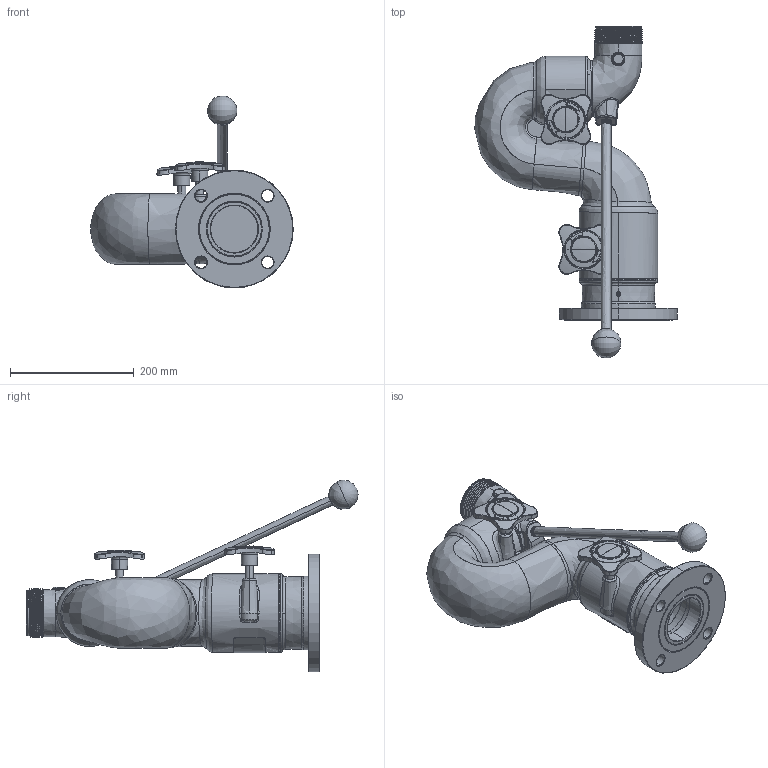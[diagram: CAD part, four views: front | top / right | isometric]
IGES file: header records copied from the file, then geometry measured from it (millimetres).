
Start section: SolidWorks IGES file using analytic representation for surfaces
Global section: file name: 8593-02_CopperheadDD.IGS; native system: SolidWorks 2010; preprocessor: SolidWorks 2010; author: Rick; date: 100805.170743; units: inch
Bounding box: 327.53 x 537.14 x 310.4 mm (x, y, z)
Surface area: 534478 mm2 (no closed solid volume)
Topology: 0 solids, 0 shells, 617 faces, 10218 edges, 10203 vertices
Faces by surface type: bspline 325, revolution 292
